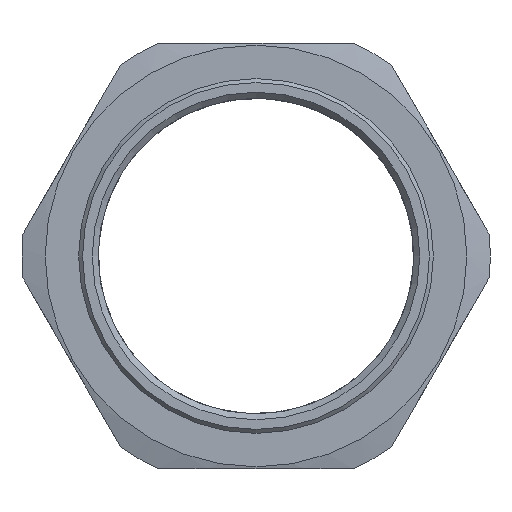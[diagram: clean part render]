
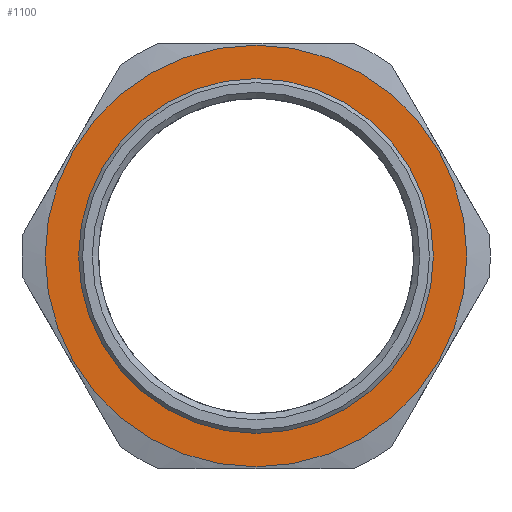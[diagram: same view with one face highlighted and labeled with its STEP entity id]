
A CAD part, left-side view. The second image highlights one B-rep face of the part: STEP entity #1100.
In plain terms, the highlighted planar face has unit normal (-1, 0, 0).
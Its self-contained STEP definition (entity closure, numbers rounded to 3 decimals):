
#107 = CARTESIAN_POINT ( 'NONE',  ( 24.3, 0., 0. ) ) ;
#340 = VERTEX_POINT ( 'NONE', #1442 ) ;
#348 = FACE_OUTER_BOUND ( 'NONE', #3621, .T. ) ;
#860 = CARTESIAN_POINT ( 'NONE',  ( 24.3, 45., 0. ) ) ;
#1100 = ADVANCED_FACE ( 'NONE', ( #348, #1957 ), #3950, .F. ) ;
#1319 = EDGE_CURVE ( 'NONE', #2554, #2554, #3154, .T. ) ;
#1419 = CARTESIAN_POINT ( 'NONE',  ( 24.3, 0., 0. ) ) ;
#1442 = CARTESIAN_POINT ( 'NONE',  ( 24.3, 0., -45. ) ) ;
#1735 = CARTESIAN_POINT ( 'NONE',  ( 24.3, 0., -53.5 ) ) ;
#1761 = DIRECTION ( 'NONE',  ( 1., 0., 0. ) ) ;
#1923 = DIRECTION ( 'NONE',  ( 1., 0., 0. ) ) ;
#1957 = FACE_BOUND ( 'NONE', #2825, .T. ) ;
#1972 = AXIS2_PLACEMENT_3D ( 'NONE', #860, #1761, #3643 ) ;
#2088 = ORIENTED_EDGE ( 'NONE', *, *, #1319, .F. ) ;
#2554 = VERTEX_POINT ( 'NONE', #1735 ) ;
#2825 = EDGE_LOOP ( 'NONE', ( #2869 ) ) ;
#2869 = ORIENTED_EDGE ( 'NONE', *, *, #3967, .T. ) ;
#2957 = CIRCLE ( 'NONE', #3619, 45. ) ;
#3154 = CIRCLE ( 'NONE', #3789, 53.5 ) ;
#3270 = DIRECTION ( 'NONE',  ( 1., 0., 0. ) ) ;
#3588 = DIRECTION ( 'NONE',  ( 0., 0., -1. ) ) ;
#3619 = AXIS2_PLACEMENT_3D ( 'NONE', #1419, #3270, #3588 ) ;
#3621 = EDGE_LOOP ( 'NONE', ( #2088 ) ) ;
#3643 = DIRECTION ( 'NONE',  ( 0., 0., -1. ) ) ;
#3789 = AXIS2_PLACEMENT_3D ( 'NONE', #107, #1923, #3797 ) ;
#3797 = DIRECTION ( 'NONE',  ( 0., 0., -1. ) ) ;
#3950 = PLANE ( 'NONE',  #1972 ) ;
#3967 = EDGE_CURVE ( 'NONE', #340, #340, #2957, .T. ) ;
